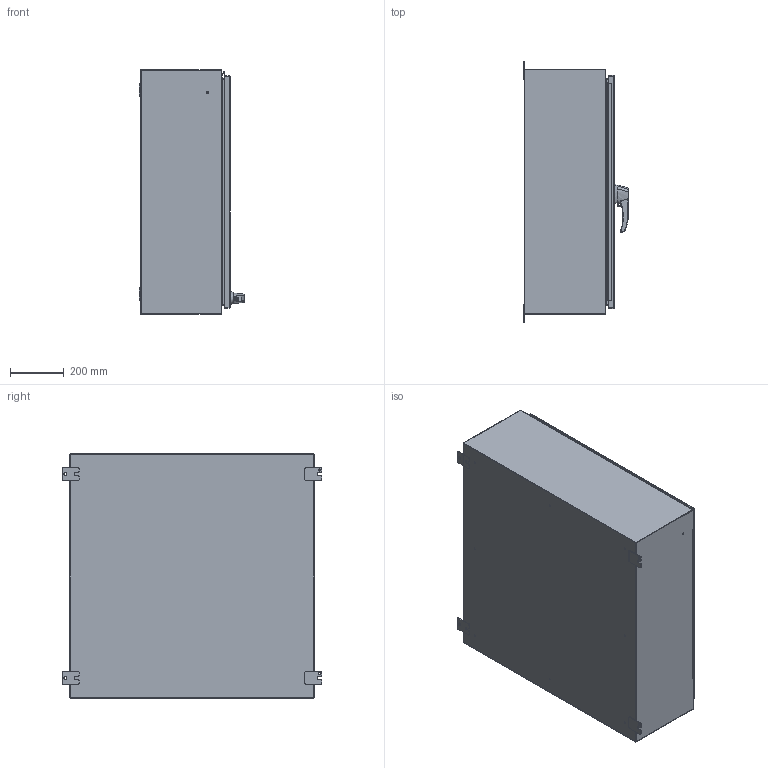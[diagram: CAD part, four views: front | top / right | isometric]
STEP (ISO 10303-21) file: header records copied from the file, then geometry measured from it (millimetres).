
FILE_DESCRIPTION (( 'STEP AP214' ), '1' );
FILE_NAME ('HW363612S16HK.STEP', '2019-08-07T20:57:29', ( '' ), ( '' ), 'SwSTEP 2.0', 'SolidWorks 2018', '' );
FILE_SCHEMA (( 'AUTOMOTIVE_DESIGN' ));
Length unit declared in the file: inch
Products named in the file (1): HW363612S16HK
Bounding box: 393.01 x 971.55 x 914.4 mm (x, y, z)
Volume: 6634063.8 mm3; surface area: 6458834.6 mm2
Topology: 47 solids, 48 shells, 1532 faces, 3841 edges, 2448 vertices
Faces by surface type: plane 710, cylinder 654, bspline 127, cone 41
Entity records: 105141 total; most frequent: CARTESIAN_POINT 48663, ORIENTED_EDGE 7666, DIRECTION 7312, EDGE_CURVE 3833, AXIS2_PLACEMENT_3D 2578, VERTEX_POINT 2448, VECTOR 2156, LINE 2156
